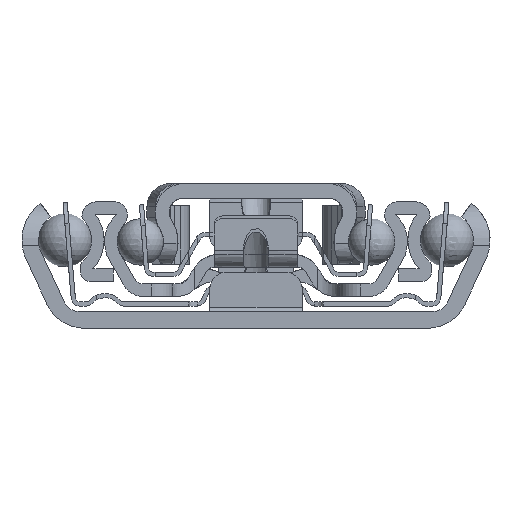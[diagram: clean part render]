
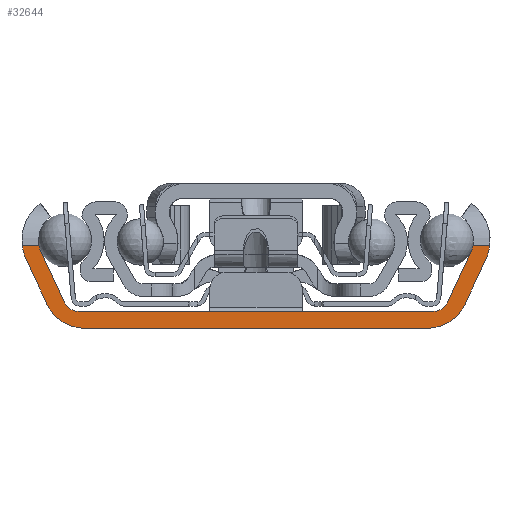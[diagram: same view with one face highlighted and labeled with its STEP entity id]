
A CAD part, left-side view. The second image highlights one B-rep face of the part: STEP entity #32644.
In plain terms, the highlighted planar face has unit normal (-1, 0, 0).
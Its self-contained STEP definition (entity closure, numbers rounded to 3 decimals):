
#573=PLANE('',#34828);
#1400=LINE('',#48472,#4498);
#1554=LINE('',#49764,#4652);
#1555=LINE('',#49779,#4653);
#1560=LINE('',#49792,#4658);
#1562=LINE('',#49799,#4660);
#1565=LINE('',#49808,#4663);
#1567=LINE('',#49815,#4665);
#1570=LINE('',#49822,#4668);
#4498=VECTOR('',#38134,10.);
#4652=VECTOR('',#38758,10.);
#4653=VECTOR('',#38763,10.);
#4658=VECTOR('',#38780,10.);
#4660=VECTOR('',#38788,10.);
#4663=VECTOR('',#38801,10.);
#4665=VECTOR('',#38809,10.);
#4668=VECTOR('',#38818,10.);
#8515=FACE_OUTER_BOUND('',#10232,.T.);
#10232=EDGE_LOOP('',(#23134,#23135,#23136,#23137,#23138,#23139,#23140,#23141,
#23142,#23143,#23144,#23145,#23146,#23147,#23148,#23149));
#12104=CIRCLE('',#34793,5.475);
#12113=CIRCLE('',#34804,3.5);
#12114=CIRCLE('',#34812,5.);
#12115=CIRCLE('',#34815,3.5);
#12116=CIRCLE('',#34818,2.);
#12117=CIRCLE('',#34820,2.);
#12118=CIRCLE('',#34823,5.475);
#12119=CIRCLE('',#34826,5.);
#13926=VERTEX_POINT('',#48470);
#13927=VERTEX_POINT('',#48471);
#14139=VERTEX_POINT('',#49688);
#14140=VERTEX_POINT('',#49703);
#14152=VERTEX_POINT('',#49733);
#14153=VERTEX_POINT('',#49744);
#14154=VERTEX_POINT('',#49748);
#14156=VERTEX_POINT('',#49767);
#14158=VERTEX_POINT('',#49786);
#14159=VERTEX_POINT('',#49787);
#14160=VERTEX_POINT('',#49794);
#14161=VERTEX_POINT('',#49798);
#14162=VERTEX_POINT('',#49804);
#14163=VERTEX_POINT('',#49810);
#14164=VERTEX_POINT('',#49814);
#14165=VERTEX_POINT('',#49818);
#17305=EDGE_CURVE('',#13926,#13927,#1400,.T.);
#17629=EDGE_CURVE('',#14139,#14140,#12104,.T.);
#17646=EDGE_CURVE('',#14152,#14153,#12113,.T.);
#17649=EDGE_CURVE('',#14154,#14152,#1554,.T.);
#17652=EDGE_CURVE('',#14156,#14139,#1555,.T.);
#17656=EDGE_CURVE('',#14158,#14159,#12114,.T.);
#17659=EDGE_CURVE('',#14140,#14158,#1560,.T.);
#17661=EDGE_CURVE('',#14160,#14156,#12115,.T.);
#17662=EDGE_CURVE('',#14161,#14160,#1562,.T.);
#17664=EDGE_CURVE('',#13927,#14161,#12116,.T.);
#17665=EDGE_CURVE('',#14162,#13926,#12117,.T.);
#17667=EDGE_CURVE('',#14153,#14162,#1565,.T.);
#17669=EDGE_CURVE('',#14163,#14154,#12118,.T.);
#17670=EDGE_CURVE('',#14164,#14163,#1567,.T.);
#17672=EDGE_CURVE('',#14165,#14164,#12119,.T.);
#17674=EDGE_CURVE('',#14159,#14165,#1570,.T.);
#23134=ORIENTED_EDGE('',*,*,#17652,.F.);
#23135=ORIENTED_EDGE('',*,*,#17661,.F.);
#23136=ORIENTED_EDGE('',*,*,#17662,.F.);
#23137=ORIENTED_EDGE('',*,*,#17664,.F.);
#23138=ORIENTED_EDGE('',*,*,#17305,.F.);
#23139=ORIENTED_EDGE('',*,*,#17665,.F.);
#23140=ORIENTED_EDGE('',*,*,#17667,.F.);
#23141=ORIENTED_EDGE('',*,*,#17646,.F.);
#23142=ORIENTED_EDGE('',*,*,#17649,.F.);
#23143=ORIENTED_EDGE('',*,*,#17669,.F.);
#23144=ORIENTED_EDGE('',*,*,#17670,.F.);
#23145=ORIENTED_EDGE('',*,*,#17672,.F.);
#23146=ORIENTED_EDGE('',*,*,#17674,.F.);
#23147=ORIENTED_EDGE('',*,*,#17656,.F.);
#23148=ORIENTED_EDGE('',*,*,#17659,.F.);
#23149=ORIENTED_EDGE('',*,*,#17629,.F.);
#32644=ADVANCED_FACE('',(#8515),#573,.F.);
#34793=AXIS2_PLACEMENT_3D('',#49704,#38724,#38725);
#34804=AXIS2_PLACEMENT_3D('',#49745,#38753,#38754);
#34812=AXIS2_PLACEMENT_3D('',#49788,#38774,#38775);
#34815=AXIS2_PLACEMENT_3D('',#49796,#38784,#38785);
#34818=AXIS2_PLACEMENT_3D('',#49802,#38792,#38793);
#34820=AXIS2_PLACEMENT_3D('',#49805,#38796,#38797);
#34823=AXIS2_PLACEMENT_3D('',#49812,#38805,#38806);
#34826=AXIS2_PLACEMENT_3D('',#49819,#38813,#38814);
#34828=AXIS2_PLACEMENT_3D('',#49823,#38819,#38820);
#38134=DIRECTION('',(0.,-1.,0.));
#38724=DIRECTION('center_axis',(1.,0.,0.));
#38725=DIRECTION('ref_axis',(0.,-0.595,0.804));
#38753=DIRECTION('center_axis',(-1.,0.,0.));
#38754=DIRECTION('ref_axis',(0.,-0.906,0.423));
#38758=DIRECTION('',(0.,-1.,0.));
#38763=DIRECTION('',(0.,-1.,0.));
#38774=DIRECTION('center_axis',(1.,0.,0.));
#38775=DIRECTION('ref_axis',(0.,-0.906,-0.423));
#38780=DIRECTION('',(0.,0.423,-0.906));
#38784=DIRECTION('center_axis',(-1.,0.,0.));
#38785=DIRECTION('ref_axis',(0.,0.593,-0.805));
#38788=DIRECTION('',(0.,-0.423,0.906));
#38792=DIRECTION('center_axis',(-1.,0.,0.));
#38793=DIRECTION('ref_axis',(0.,0.906,0.423));
#38796=DIRECTION('center_axis',(-1.,0.,0.));
#38797=DIRECTION('ref_axis',(0.,0.,1.));
#38801=DIRECTION('',(0.,-0.423,-0.906));
#38805=DIRECTION('center_axis',(1.,0.,0.));
#38806=DIRECTION('ref_axis',(0.,0.906,-0.423));
#38809=DIRECTION('',(0.,0.423,0.906));
#38813=DIRECTION('center_axis',(1.,0.,0.));
#38814=DIRECTION('ref_axis',(0.,0.,-1.));
#38818=DIRECTION('',(0.,1.,0.));
#38819=DIRECTION('center_axis',(1.,0.,0.));
#38820=DIRECTION('ref_axis',(0.,0.,-1.));
#48470=CARTESIAN_POINT('',(0.,21.049,2.));
#48471=CARTESIAN_POINT('',(0.,-21.049,2.));
#48472=CARTESIAN_POINT('',(0.,21.049,2.));
#49688=CARTESIAN_POINT('',(0.,-27.867,9.9));
#49703=CARTESIAN_POINT('',(0.,-27.387,8.186));
#49704=CARTESIAN_POINT('Origin',(0.,-22.425,10.5));
#49733=CARTESIAN_POINT('',(0.,25.873,9.9));
#49744=CARTESIAN_POINT('',(0.,25.597,9.021));
#49745=CARTESIAN_POINT('Origin',(0.,22.425,10.5));
#49748=CARTESIAN_POINT('',(0.,27.867,9.9));
#49764=CARTESIAN_POINT('',(0.,0.,9.9));
#49767=CARTESIAN_POINT('',(0.,-25.873,9.9));
#49779=CARTESIAN_POINT('',(0.,0.,9.9));
#49786=CARTESIAN_POINT('',(0.,-24.916,2.887));
#49787=CARTESIAN_POINT('',(0.,-20.384,0.));
#49788=CARTESIAN_POINT('Origin',(0.,-20.384,5.));
#49792=CARTESIAN_POINT('',(0.,-27.387,8.186));
#49794=CARTESIAN_POINT('',(0.,-25.597,9.021));
#49796=CARTESIAN_POINT('Origin',(0.,-22.425,10.5));
#49798=CARTESIAN_POINT('',(0.,-22.862,3.155));
#49799=CARTESIAN_POINT('',(0.,-22.862,3.155));
#49802=CARTESIAN_POINT('Origin',(0.,-21.049,4.));
#49804=CARTESIAN_POINT('',(0.,22.862,3.155));
#49805=CARTESIAN_POINT('Origin',(0.,21.049,4.));
#49808=CARTESIAN_POINT('',(0.,25.597,9.021));
#49810=CARTESIAN_POINT('',(0.,27.387,8.186));
#49812=CARTESIAN_POINT('Origin',(0.,22.425,10.5));
#49814=CARTESIAN_POINT('',(0.,24.916,2.887));
#49815=CARTESIAN_POINT('',(0.,24.916,2.887));
#49818=CARTESIAN_POINT('',(0.,20.384,0.));
#49819=CARTESIAN_POINT('Origin',(0.,20.384,5.));
#49822=CARTESIAN_POINT('',(0.,0.,0.));
#49823=CARTESIAN_POINT('Origin',(0.,0.,3.622));
